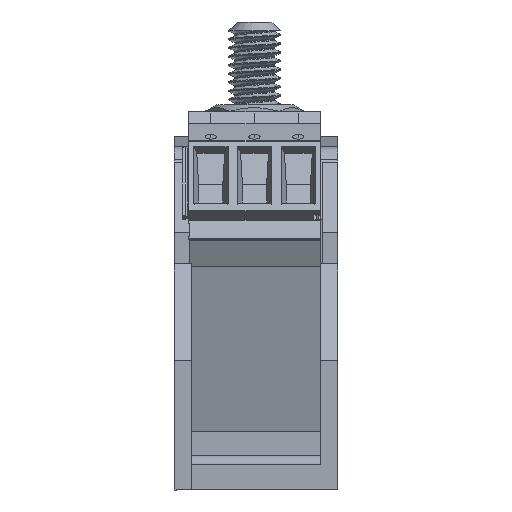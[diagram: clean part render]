
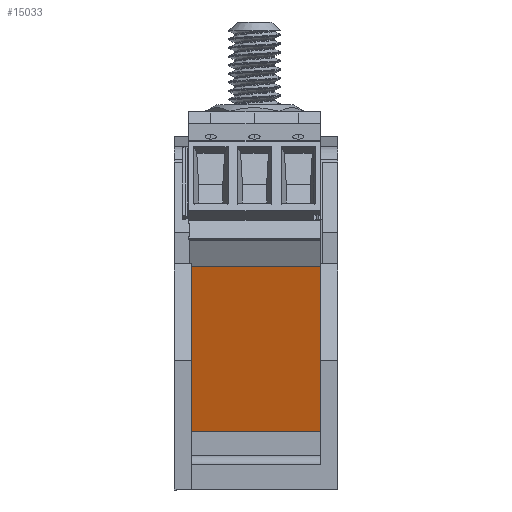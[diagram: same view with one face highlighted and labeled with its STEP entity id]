
A CAD part, left-side view. The second image highlights one B-rep face of the part: STEP entity #15033.
In plain terms, the highlighted planar face has unit normal (-0.961, 0, -0.276).
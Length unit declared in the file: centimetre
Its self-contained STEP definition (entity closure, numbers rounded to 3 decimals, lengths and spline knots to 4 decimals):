
#933=FACE_OUTER_BOUND($,#5090,.T.);
#1955=LINE($,#24841,#3471);
#2500=LINE($,#29923,#4016);
#2564=LINE($,#30053,#4080);
#2569=LINE($,#30063,#4085);
#3471=VECTOR($,#18318,1.9846);
#4016=VECTOR($,#19471,1.9846);
#4080=VECTOR($,#19631,1.5);
#4085=VECTOR($,#19646,1.5);
#5090=EDGE_LOOP($,(#12721,#12722,#12723,#12724));
#6319=VERTEX_POINT($,#24838);
#6320=VERTEX_POINT($,#24840);
#6838=VERTEX_POINT($,#29920);
#6839=VERTEX_POINT($,#29922);
#8031=EDGE_CURVE($,#6319,#6320,#1955,.T.);
#8779=EDGE_CURVE($,#6838,#6839,#2500,.T.);
#8847=EDGE_CURVE($,#6839,#6319,#2564,.T.);
#8852=EDGE_CURVE($,#6838,#6320,#2569,.T.);
#12721=ORIENTED_EDGE($,*,*,#8779,.F.);
#12722=ORIENTED_EDGE($,*,*,#8852,.T.);
#12723=ORIENTED_EDGE($,*,*,#8031,.F.);
#12724=ORIENTED_EDGE($,*,*,#8847,.F.);
#13546=PLANE($,#16121);
#15033=ADVANCED_FACE($,(#933),#13546,.T.);
#16121=AXIS2_PLACEMENT_3D($,#30064,#19647,#19648);
#18318=DIRECTION($,(-0.276,0.,0.961));
#19471=DIRECTION($,(0.276,0.,-0.961));
#19631=DIRECTION($,(0.,1.,0.));
#19646=DIRECTION($,(0.,1.,0.));
#19647=DIRECTION('center_axis',(-0.961,0.,-0.276));
#19648=DIRECTION('ref_axis',(-0.276,0.,0.961));
#24838=CARTESIAN_POINT('',(-4.75,1.7,0.6823));
#24840=CARTESIAN_POINT('',(-5.297,1.7,2.59));
#24841=CARTESIAN_POINT($,(-5.297,1.7,2.59));
#29920=CARTESIAN_POINT('',(-5.297,0.2,2.59));
#29922=CARTESIAN_POINT('',(-4.75,0.2,0.6823));
#29923=CARTESIAN_POINT($,(-4.7102,0.2,0.5435));
#30053=CARTESIAN_POINT($,(-4.75,0.2,0.6823));
#30063=CARTESIAN_POINT($,(-5.297,0.2,2.59));
#30064=CARTESIAN_POINT('Origin',(-4.75,0.2,0.6823));
